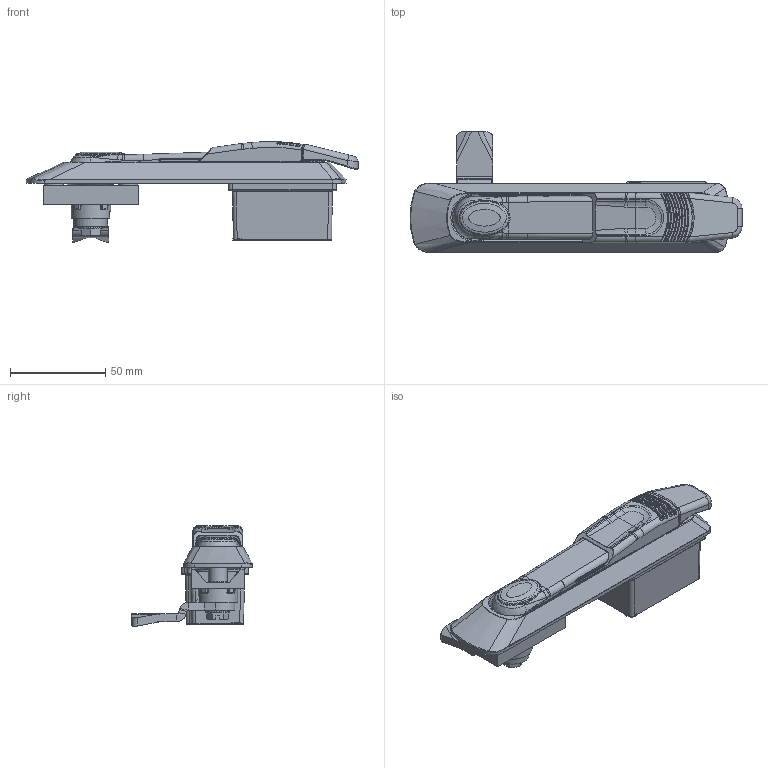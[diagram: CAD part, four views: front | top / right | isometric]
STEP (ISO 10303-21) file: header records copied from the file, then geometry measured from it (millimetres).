
FILE_DESCRIPTION(('STEP AP203'),'1');
FILE_NAME('206.20.20.01.34.step','2017-12-28T11:04:04',(' '),(' '),'Spatial InterOp 3D',' ',' ');
FILE_SCHEMA(('CONFIG_CONTROL_DESIGN'));
Length unit declared in the file: millimetre
Products named in the file (17): 1; 2; 3; 4; 5; 6; 7; 8; 9; 10; 11; 12; 13; 14; 15; 16; 17
Bounding box: 174 x 63.1 x 52.77 mm (x, y, z)
Volume: 94188.6 mm3; surface area: 76965.1 mm2
Topology: 17 solids, 17 shells, 1707 faces, 4325 edges, 2631 vertices
Faces by surface type: plane 696, cylinder 448, bspline 348, torus 99, cone 56, sphere 37, extrusion 23
Full cylindrical faces by diameter (mm): 3.3 x5, 4 x5, 4.2 x7, 4.5 x2, 5.2 x1, 5.3 x2, 6 x1, 7.2 x1, 7.3 x2, 7.4 x2, 9.8 x1, 10 x4, 12.2 x1, 12.4 x1, 12.5 x1, 15.8 x2, 16 x1, 16.7 x1, 20.7 x1, 21 x1, 22.5 x1, 24 x1
Entity records: 67270 total; most frequent: CARTESIAN_POINT 27983, ORIENTED_EDGE 8374, DIRECTION 7646, EDGE_CURVE 4187, AXIS2_PLACEMENT_3D 2881, VERTEX_POINT 2606, VECTOR 1884, LINE 1861
